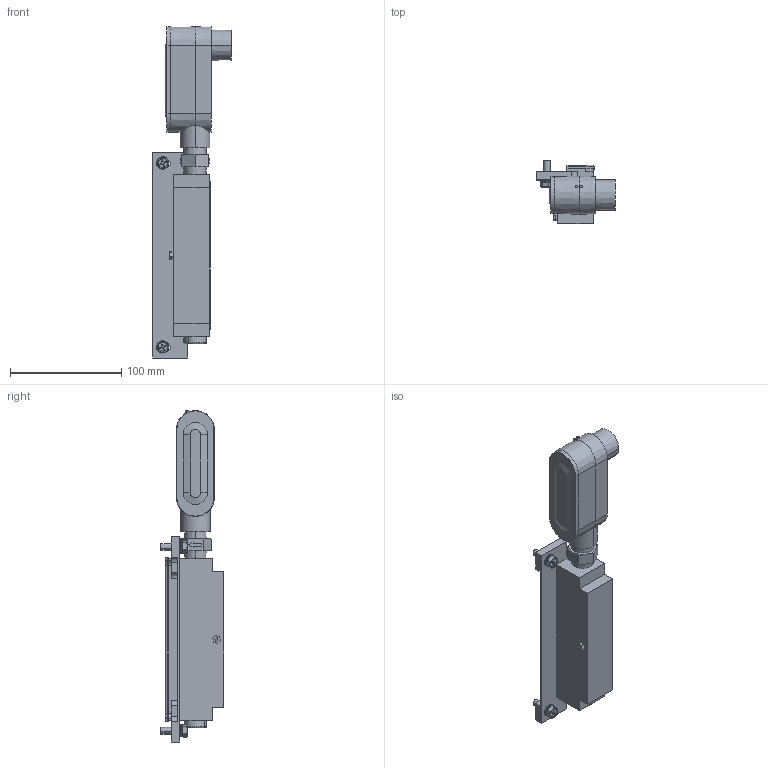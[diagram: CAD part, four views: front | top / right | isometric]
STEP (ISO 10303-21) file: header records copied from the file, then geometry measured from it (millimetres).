
FILE_DESCRIPTION (( 'STEP AP203' ), '1' );
FILE_NAME ('30290.STEP', '2016-11-09T19:02:18', ( '' ), ( '' ), 'SwSTEP 2.0', 'SolidWorks 2016', '' );
FILE_SCHEMA (( 'CONFIG_CONTROL_DESIGN' ));
Length unit declared in the file: inch
Products named in the file (10): 30216; 30533; 126541; 30401-GASKET; 30570; 30302.100; 30290; 899298-30302; 30302; 30401
Assembly tree (10 placements, depth 3):
  30290
    30302
      30302.100
      899298-30302
    30401
    30216
    30533
    126541  x2
    30401-GASKET
    30570
Bounding box: 70.79 x 56.87 x 298 mm (x, y, z)
Volume: 180291.5 mm3; surface area: 90917.1 mm2
Topology: 9 solids, 9 shells, 338 faces, 837 edges, 539 vertices
Faces by surface type: plane 190, cylinder 90, cone 34, torus 24
Entity records: 10324 total; most frequent: CARTESIAN_POINT 2119, DIRECTION 1512, ORIENTED_EDGE 1454, EDGE_CURVE 727, AXIS2_PLACEMENT_3D 534, VERTEX_POINT 469, LINE 444, VECTOR 444
